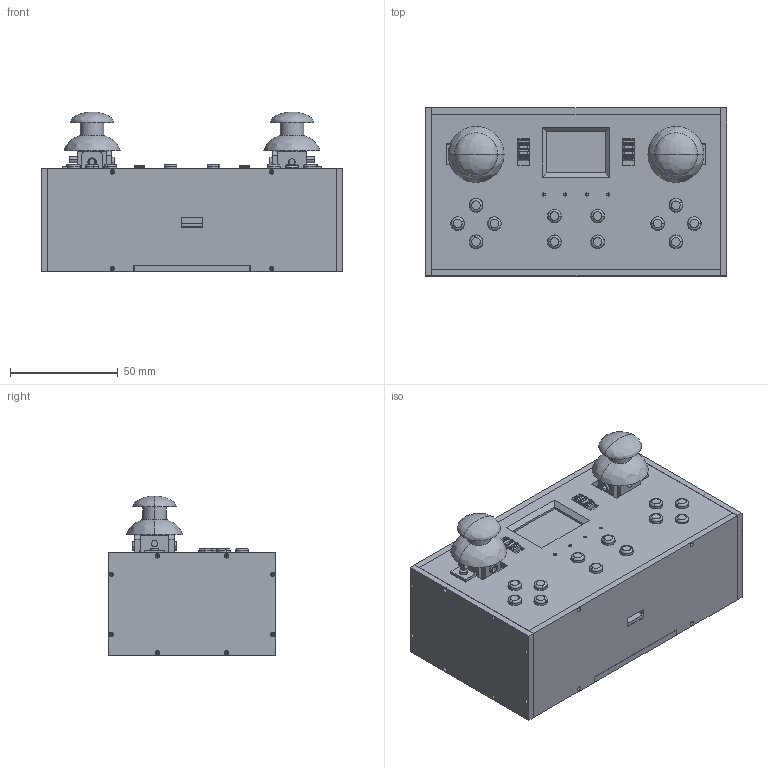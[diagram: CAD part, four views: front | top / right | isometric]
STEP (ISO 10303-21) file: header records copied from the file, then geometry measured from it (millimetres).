
FILE_DESCRIPTION (( 'STEP AP203' ), '1' );
FILE_NAME ('A忒梟.STEP', '2024-02-17T07:18:22', ( '' ), ( '' ), 'SwSTEP 2.0', 'SolidWorks 2023', '' );
FILE_SCHEMA (( 'CONFIG_CONTROL_DESIGN' ));
Length unit declared in the file: millimetre
Products named in the file (26): 按钮壳; 屏底; 按钮底; LED底; 开关壳; A手柄; 5号电池盒X4; 支撑面2; 遥杆可变电阻FJM10K-S; LED; 侧壳; 轻触开关_立式_6_6_6; 摇杆底; 手柄上壳; OLED 12864; 按钮底2; 底壳; 支撑面; 遥杆可变电阻FJM10K-S杆; 遥杆可变电阻FJM10K-S帽; 电路板架; 开关底; 开关 SS-12D07; 电路板; 电池盖
Assembly tree (57 placements, depth 3):
  A手柄
    手柄上壳
    遥杆可变电阻FJM10K-S  x2
      遥杆可变电阻FJM10K-S
      遥杆可变电阻FJM10K-S杆
      遥杆可变电阻FJM10K-S帽
    OLED 12864
    轻触开关_立式_6_6_6  x12
    5号电池盒X4
    开关 SS-12D07  x2
    LED  x4
    开关壳  x2
    按钮壳  x12
    按钮底  x2
    按钮底2
    LED底
    开关底  x2
    屏底
    摇杆底  x2
    电路板
    支撑面
    支撑面2
    电路板架
    底壳
    电池盖
    侧壳  x2
Bounding box: 140 x 78 x 74.2 mm (x, y, z)
Volume: 176654.8 mm3; surface area: 155450.4 mm2
Topology: 58 solids, 58 shells, 2417 faces, 6000 edges, 3892 vertices
Faces by surface type: plane 1401, cylinder 888, torus 64, bspline 40, sphere 16, cone 8
Entity records: 44102 total; most frequent: CARTESIAN_POINT 7706, DIRECTION 6932, ORIENTED_EDGE 6566, EDGE_CURVE 3283, AXIS2_PLACEMENT_3D 2399, VERTEX_POINT 2151, VECTOR 2134, LINE 2134
